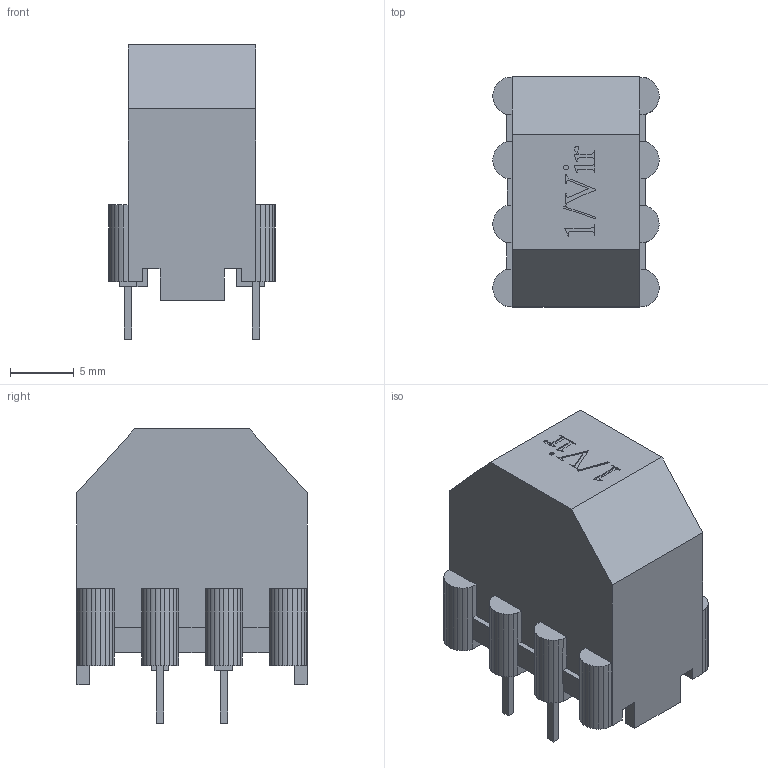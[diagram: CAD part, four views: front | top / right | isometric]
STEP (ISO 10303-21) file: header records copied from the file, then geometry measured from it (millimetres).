
FILE_DESCRIPTION(('FreeCAD Model'),'2;1');
FILE_NAME('X21Vir.stp', '2014-07-08T13:08:42',('FreeCAD'),('FreeCAD'), 'Open CASCADE STEP processor 6.3','FreeCAD','Unknown');
FILE_SCHEMA(('AUTOMOTIVE_DESIGN_CC2 { 1 2 10303 214 -1 1 5 4 }'));
Length unit declared in the file: millimetre
Products named in the file (6): X21Vir002; X21Vir004; X21Vir; X21Vir003; X21Vir001; X21Vir005
Bounding box: 13 x 18 x 23 mm (x, y, z)
Volume: 1472.6 mm3; surface area: 2844.2 mm2
Topology: 6 solids, 6 shells, 771 faces, 2213 edges, 1467 vertices
Faces by surface type: plane 559, cylinder 212
Entity records: 59693 total; most frequent: CARTESIAN_POINT 17194, DIRECTION 7446, LINE 4842, VECTOR 4842, ORIENTED_EDGE 4426, PCURVE 4426, DEFINITIONAL_REPRESENTATION 4426, EDGE_CURVE 2213
